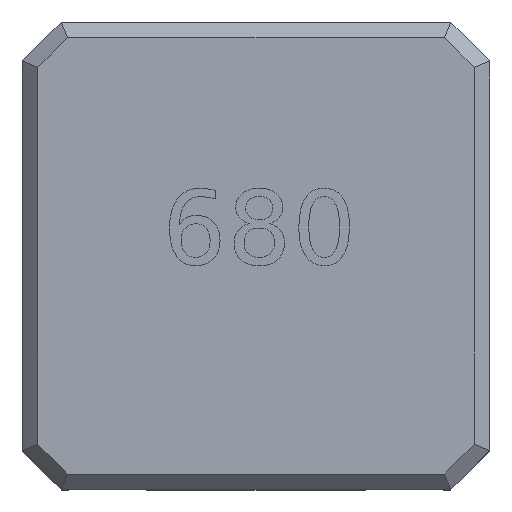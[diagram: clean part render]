
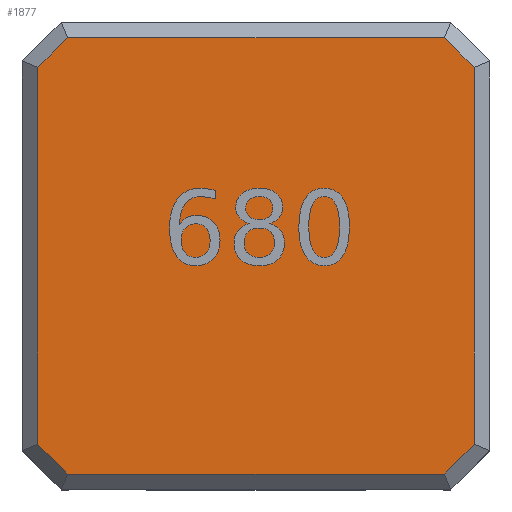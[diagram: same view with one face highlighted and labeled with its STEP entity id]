
A CAD part, top view. The second image highlights one B-rep face of the part: STEP entity #1877.
In plain terms, the highlighted planar face has unit normal (0, 0, 1).
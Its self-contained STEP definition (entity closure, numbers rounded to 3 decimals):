
#1337 = PLANE('',#1338);
#1338 = AXIS2_PLACEMENT_3D('',#1339,#1340,#1341);
#1339 = CARTESIAN_POINT('',(-2.9,2.5,0.7));
#1340 = DIRECTION('',(0.707,0.,-0.707));
#1341 = DIRECTION('',(-0.,1.,-0.));
#1423 = PLANE('',#1424);
#1424 = AXIS2_PLACEMENT_3D('',#1425,#1426,#1427);
#1425 = CARTESIAN_POINT('',(-2.929,2.429,0.7));
#1426 = DIRECTION('',(-0.5,0.5,0.707));
#1427 = DIRECTION('',(-0.707,-0.707,-0.));
#1488 = VERTEX_POINT('',#1489);
#1489 = CARTESIAN_POINT('',(-2.8,2.417,0.8));
#1512 = VERTEX_POINT('',#1513);
#1513 = CARTESIAN_POINT('',(-2.8,-2.417,0.8));
#1527 = PLANE('',#1528);
#1528 = AXIS2_PLACEMENT_3D('',#1529,#1530,#1531);
#1529 = CARTESIAN_POINT('',(-2.429,-2.929,0.7));
#1530 = DIRECTION('',(-0.5,-0.5,0.707));
#1531 = DIRECTION('',(0.707,-0.707,-0.));
#1539 = EDGE_CURVE('',#1488,#1512,#1540,.T.);
#1540 = SURFACE_CURVE('',#1541,(#1545,#1552),.PCURVE_S1.);
#1541 = LINE('',#1542,#1543);
#1542 = CARTESIAN_POINT('',(-2.8,2.5,0.8));
#1543 = VECTOR('',#1544,1.);
#1544 = DIRECTION('',(0.,-1.,0.));
#1545 = PCURVE('',#1337,#1546);
#1546 = DEFINITIONAL_REPRESENTATION('',(#1547),#1551);
#1547 = LINE('',#1548,#1549);
#1548 = CARTESIAN_POINT('',(-0.,0.141));
#1549 = VECTOR('',#1550,1.);
#1550 = DIRECTION('',(-1.,0.));
#1551 = ( GEOMETRIC_REPRESENTATION_CONTEXT(2) 
PARAMETRIC_REPRESENTATION_CONTEXT() REPRESENTATION_CONTEXT('2D SPACE',''
  ) );
#1552 = PCURVE('',#1553,#1558);
#1553 = PLANE('',#1554);
#1554 = AXIS2_PLACEMENT_3D('',#1555,#1556,#1557);
#1555 = CARTESIAN_POINT('',(0.,0.,0.8)
  );
#1556 = DIRECTION('',(0.,0.,1.));
#1557 = DIRECTION('',(1.,0.,0.));
#1558 = DEFINITIONAL_REPRESENTATION('',(#1559),#1563);
#1559 = LINE('',#1560,#1561);
#1560 = CARTESIAN_POINT('',(-2.8,2.5));
#1561 = VECTOR('',#1562,1.);
#1562 = DIRECTION('',(0.,-1.));
#1563 = ( GEOMETRIC_REPRESENTATION_CONTEXT(2) 
PARAMETRIC_REPRESENTATION_CONTEXT() REPRESENTATION_CONTEXT('2D SPACE',''
  ) );
#1781 = VERTEX_POINT('',#1782);
#1782 = CARTESIAN_POINT('',(-2.417,2.8,0.8));
#1796 = PLANE('',#1797);
#1797 = AXIS2_PLACEMENT_3D('',#1798,#1799,#1800);
#1798 = CARTESIAN_POINT('',(-2.5,2.9,0.7));
#1799 = DIRECTION('',(0.,0.707,0.707));
#1800 = DIRECTION('',(-1.,-0.,-0.));
#1808 = EDGE_CURVE('',#1488,#1781,#1809,.T.);
#1809 = SURFACE_CURVE('',#1810,(#1814,#1821),.PCURVE_S1.);
#1810 = LINE('',#1811,#1812);
#1811 = CARTESIAN_POINT('',(-2.859,2.359,0.8));
#1812 = VECTOR('',#1813,1.);
#1813 = DIRECTION('',(0.707,0.707,0.));
#1814 = PCURVE('',#1423,#1815);
#1815 = DEFINITIONAL_REPRESENTATION('',(#1816),#1820);
#1816 = LINE('',#1817,#1818);
#1817 = CARTESIAN_POINT('',(-0.,0.141));
#1818 = VECTOR('',#1819,1.);
#1819 = DIRECTION('',(-1.,0.));
#1820 = ( GEOMETRIC_REPRESENTATION_CONTEXT(2) 
PARAMETRIC_REPRESENTATION_CONTEXT() REPRESENTATION_CONTEXT('2D SPACE',''
  ) );
#1821 = PCURVE('',#1553,#1822);
#1822 = DEFINITIONAL_REPRESENTATION('',(#1823),#1827);
#1823 = LINE('',#1824,#1825);
#1824 = CARTESIAN_POINT('',(-2.859,2.359));
#1825 = VECTOR('',#1826,1.);
#1826 = DIRECTION('',(0.707,0.707));
#1827 = ( GEOMETRIC_REPRESENTATION_CONTEXT(2) 
PARAMETRIC_REPRESENTATION_CONTEXT() REPRESENTATION_CONTEXT('2D SPACE',''
  ) );
#1877 = ADVANCED_FACE('',(#1878),#1553,.T.);
#1878 = FACE_BOUND('',#1879,.T.);
#1879 = EDGE_LOOP('',(#1880,#1903,#1931,#1959,#1987,#2015,#2036,#2037));
#1880 = ORIENTED_EDGE('',*,*,#1881,.F.);
#1881 = EDGE_CURVE('',#1882,#1512,#1884,.T.);
#1882 = VERTEX_POINT('',#1883);
#1883 = CARTESIAN_POINT('',(-2.417,-2.8,0.8));
#1884 = SURFACE_CURVE('',#1885,(#1889,#1896),.PCURVE_S1.);
#1885 = LINE('',#1886,#1887);
#1886 = CARTESIAN_POINT('',(-2.359,-2.859,0.8));
#1887 = VECTOR('',#1888,1.);
#1888 = DIRECTION('',(-0.707,0.707,0.));
#1889 = PCURVE('',#1553,#1890);
#1890 = DEFINITIONAL_REPRESENTATION('',(#1891),#1895);
#1891 = LINE('',#1892,#1893);
#1892 = CARTESIAN_POINT('',(-2.359,-2.859));
#1893 = VECTOR('',#1894,1.);
#1894 = DIRECTION('',(-0.707,0.707));
#1895 = ( GEOMETRIC_REPRESENTATION_CONTEXT(2) 
PARAMETRIC_REPRESENTATION_CONTEXT() REPRESENTATION_CONTEXT('2D SPACE',''
  ) );
#1896 = PCURVE('',#1527,#1897);
#1897 = DEFINITIONAL_REPRESENTATION('',(#1898),#1902);
#1898 = LINE('',#1899,#1900);
#1899 = CARTESIAN_POINT('',(-0.,0.141));
#1900 = VECTOR('',#1901,1.);
#1901 = DIRECTION('',(-1.,0.));
#1902 = ( GEOMETRIC_REPRESENTATION_CONTEXT(2) 
PARAMETRIC_REPRESENTATION_CONTEXT() REPRESENTATION_CONTEXT('2D SPACE',''
  ) );
#1903 = ORIENTED_EDGE('',*,*,#1904,.T.);
#1904 = EDGE_CURVE('',#1882,#1905,#1907,.T.);
#1905 = VERTEX_POINT('',#1906);
#1906 = CARTESIAN_POINT('',(2.417,-2.8,0.8));
#1907 = SURFACE_CURVE('',#1908,(#1912,#1919),.PCURVE_S1.);
#1908 = LINE('',#1909,#1910);
#1909 = CARTESIAN_POINT('',(-2.5,-2.8,0.8));
#1910 = VECTOR('',#1911,1.);
#1911 = DIRECTION('',(1.,0.,0.));
#1912 = PCURVE('',#1553,#1913);
#1913 = DEFINITIONAL_REPRESENTATION('',(#1914),#1918);
#1914 = LINE('',#1915,#1916);
#1915 = CARTESIAN_POINT('',(-2.5,-2.8));
#1916 = VECTOR('',#1917,1.);
#1917 = DIRECTION('',(1.,0.));
#1918 = ( GEOMETRIC_REPRESENTATION_CONTEXT(2) 
PARAMETRIC_REPRESENTATION_CONTEXT() REPRESENTATION_CONTEXT('2D SPACE',''
  ) );
#1919 = PCURVE('',#1920,#1925);
#1920 = PLANE('',#1921);
#1921 = AXIS2_PLACEMENT_3D('',#1922,#1923,#1924);
#1922 = CARTESIAN_POINT('',(-2.5,-2.9,0.7));
#1923 = DIRECTION('',(0.,0.707,-0.707));
#1924 = DIRECTION('',(-1.,-0.,-0.));
#1925 = DEFINITIONAL_REPRESENTATION('',(#1926),#1930);
#1926 = LINE('',#1927,#1928);
#1927 = CARTESIAN_POINT('',(-0.,0.141));
#1928 = VECTOR('',#1929,1.);
#1929 = DIRECTION('',(-1.,0.));
#1930 = ( GEOMETRIC_REPRESENTATION_CONTEXT(2) 
PARAMETRIC_REPRESENTATION_CONTEXT() REPRESENTATION_CONTEXT('2D SPACE',''
  ) );
#1931 = ORIENTED_EDGE('',*,*,#1932,.F.);
#1932 = EDGE_CURVE('',#1933,#1905,#1935,.T.);
#1933 = VERTEX_POINT('',#1934);
#1934 = CARTESIAN_POINT('',(2.8,-2.417,0.8));
#1935 = SURFACE_CURVE('',#1936,(#1940,#1947),.PCURVE_S1.);
#1936 = LINE('',#1937,#1938);
#1937 = CARTESIAN_POINT('',(2.859,-2.359,0.8));
#1938 = VECTOR('',#1939,1.);
#1939 = DIRECTION('',(-0.707,-0.707,0.));
#1940 = PCURVE('',#1553,#1941);
#1941 = DEFINITIONAL_REPRESENTATION('',(#1942),#1946);
#1942 = LINE('',#1943,#1944);
#1943 = CARTESIAN_POINT('',(2.859,-2.359));
#1944 = VECTOR('',#1945,1.);
#1945 = DIRECTION('',(-0.707,-0.707));
#1946 = ( GEOMETRIC_REPRESENTATION_CONTEXT(2) 
PARAMETRIC_REPRESENTATION_CONTEXT() REPRESENTATION_CONTEXT('2D SPACE',''
  ) );
#1947 = PCURVE('',#1948,#1953);
#1948 = PLANE('',#1949);
#1949 = AXIS2_PLACEMENT_3D('',#1950,#1951,#1952);
#1950 = CARTESIAN_POINT('',(2.929,-2.429,0.7));
#1951 = DIRECTION('',(0.5,-0.5,0.707));
#1952 = DIRECTION('',(0.707,0.707,-0.));
#1953 = DEFINITIONAL_REPRESENTATION('',(#1954),#1958);
#1954 = LINE('',#1955,#1956);
#1955 = CARTESIAN_POINT('',(-0.,0.141));
#1956 = VECTOR('',#1957,1.);
#1957 = DIRECTION('',(-1.,0.));
#1958 = ( GEOMETRIC_REPRESENTATION_CONTEXT(2) 
PARAMETRIC_REPRESENTATION_CONTEXT() REPRESENTATION_CONTEXT('2D SPACE',''
  ) );
#1959 = ORIENTED_EDGE('',*,*,#1960,.F.);
#1960 = EDGE_CURVE('',#1961,#1933,#1963,.T.);
#1961 = VERTEX_POINT('',#1962);
#1962 = CARTESIAN_POINT('',(2.8,2.417,0.8));
#1963 = SURFACE_CURVE('',#1964,(#1968,#1975),.PCURVE_S1.);
#1964 = LINE('',#1965,#1966);
#1965 = CARTESIAN_POINT('',(2.8,2.5,0.8));
#1966 = VECTOR('',#1967,1.);
#1967 = DIRECTION('',(0.,-1.,0.));
#1968 = PCURVE('',#1553,#1969);
#1969 = DEFINITIONAL_REPRESENTATION('',(#1970),#1974);
#1970 = LINE('',#1971,#1972);
#1971 = CARTESIAN_POINT('',(2.8,2.5));
#1972 = VECTOR('',#1973,1.);
#1973 = DIRECTION('',(0.,-1.));
#1974 = ( GEOMETRIC_REPRESENTATION_CONTEXT(2) 
PARAMETRIC_REPRESENTATION_CONTEXT() REPRESENTATION_CONTEXT('2D SPACE',''
  ) );
#1975 = PCURVE('',#1976,#1981);
#1976 = PLANE('',#1977);
#1977 = AXIS2_PLACEMENT_3D('',#1978,#1979,#1980);
#1978 = CARTESIAN_POINT('',(2.9,2.5,0.7));
#1979 = DIRECTION('',(0.707,0.,0.707));
#1980 = DIRECTION('',(-0.,1.,-0.));
#1981 = DEFINITIONAL_REPRESENTATION('',(#1982),#1986);
#1982 = LINE('',#1983,#1984);
#1983 = CARTESIAN_POINT('',(-0.,0.141));
#1984 = VECTOR('',#1985,1.);
#1985 = DIRECTION('',(-1.,0.));
#1986 = ( GEOMETRIC_REPRESENTATION_CONTEXT(2) 
PARAMETRIC_REPRESENTATION_CONTEXT() REPRESENTATION_CONTEXT('2D SPACE',''
  ) );
#1987 = ORIENTED_EDGE('',*,*,#1988,.F.);
#1988 = EDGE_CURVE('',#1989,#1961,#1991,.T.);
#1989 = VERTEX_POINT('',#1990);
#1990 = CARTESIAN_POINT('',(2.417,2.8,0.8));
#1991 = SURFACE_CURVE('',#1992,(#1996,#2003),.PCURVE_S1.);
#1992 = LINE('',#1993,#1994);
#1993 = CARTESIAN_POINT('',(2.359,2.859,0.8));
#1994 = VECTOR('',#1995,1.);
#1995 = DIRECTION('',(0.707,-0.707,0.));
#1996 = PCURVE('',#1553,#1997);
#1997 = DEFINITIONAL_REPRESENTATION('',(#1998),#2002);
#1998 = LINE('',#1999,#2000);
#1999 = CARTESIAN_POINT('',(2.359,2.859));
#2000 = VECTOR('',#2001,1.);
#2001 = DIRECTION('',(0.707,-0.707));
#2002 = ( GEOMETRIC_REPRESENTATION_CONTEXT(2) 
PARAMETRIC_REPRESENTATION_CONTEXT() REPRESENTATION_CONTEXT('2D SPACE',''
  ) );
#2003 = PCURVE('',#2004,#2009);
#2004 = PLANE('',#2005);
#2005 = AXIS2_PLACEMENT_3D('',#2006,#2007,#2008);
#2006 = CARTESIAN_POINT('',(2.429,2.929,0.7));
#2007 = DIRECTION('',(0.5,0.5,0.707));
#2008 = DIRECTION('',(-0.707,0.707,-0.));
#2009 = DEFINITIONAL_REPRESENTATION('',(#2010),#2014);
#2010 = LINE('',#2011,#2012);
#2011 = CARTESIAN_POINT('',(-0.,0.141));
#2012 = VECTOR('',#2013,1.);
#2013 = DIRECTION('',(-1.,0.));
#2014 = ( GEOMETRIC_REPRESENTATION_CONTEXT(2) 
PARAMETRIC_REPRESENTATION_CONTEXT() REPRESENTATION_CONTEXT('2D SPACE',''
  ) );
#2015 = ORIENTED_EDGE('',*,*,#2016,.F.);
#2016 = EDGE_CURVE('',#1781,#1989,#2017,.T.);
#2017 = SURFACE_CURVE('',#2018,(#2022,#2029),.PCURVE_S1.);
#2018 = LINE('',#2019,#2020);
#2019 = CARTESIAN_POINT('',(-2.5,2.8,0.8));
#2020 = VECTOR('',#2021,1.);
#2021 = DIRECTION('',(1.,0.,0.));
#2022 = PCURVE('',#1553,#2023);
#2023 = DEFINITIONAL_REPRESENTATION('',(#2024),#2028);
#2024 = LINE('',#2025,#2026);
#2025 = CARTESIAN_POINT('',(-2.5,2.8));
#2026 = VECTOR('',#2027,1.);
#2027 = DIRECTION('',(1.,0.));
#2028 = ( GEOMETRIC_REPRESENTATION_CONTEXT(2) 
PARAMETRIC_REPRESENTATION_CONTEXT() REPRESENTATION_CONTEXT('2D SPACE',''
  ) );
#2029 = PCURVE('',#1796,#2030);
#2030 = DEFINITIONAL_REPRESENTATION('',(#2031),#2035);
#2031 = LINE('',#2032,#2033);
#2032 = CARTESIAN_POINT('',(-0.,0.141));
#2033 = VECTOR('',#2034,1.);
#2034 = DIRECTION('',(-1.,0.));
#2035 = ( GEOMETRIC_REPRESENTATION_CONTEXT(2) 
PARAMETRIC_REPRESENTATION_CONTEXT() REPRESENTATION_CONTEXT('2D SPACE',''
  ) );
#2036 = ORIENTED_EDGE('',*,*,#1808,.F.);
#2037 = ORIENTED_EDGE('',*,*,#1539,.T.);
